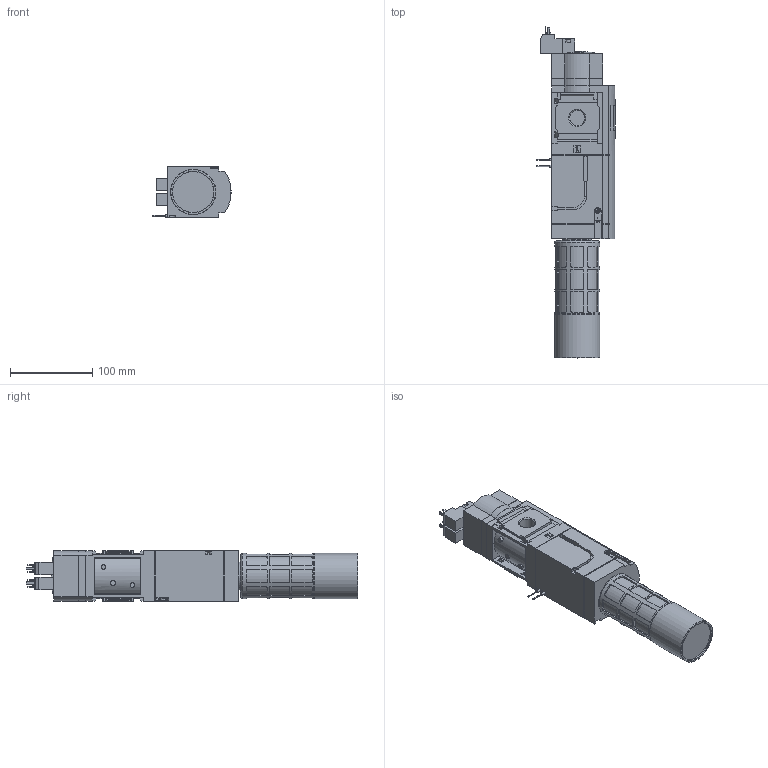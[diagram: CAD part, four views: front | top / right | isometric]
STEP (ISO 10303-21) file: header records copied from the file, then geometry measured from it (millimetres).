
FILE_DESCRIPTION(/* description */ ('STEP AP214'),/* implementation_level */ '2;1');
FILE_NAME(/* name */ '8038492_MS6-SV-1_2-D-10V24-2OE-SO-AG',/* time_stamp */ '2024-09-11T15:27:06+02:00',/* author */ ('License CC BY-ND 4.0'),/* organization */ ('CADENAS'),/* preprocessor_version */ 'ST-DEVELOPER v19.3',/* originating_system */ 'PARTsolutions',/* authorisation */ ' ');
FILE_SCHEMA (('AUTOMOTIVE_DESIGN {1 0 10303 214 3 1 1}'));
Length unit declared in the file: millimetre
Products named in the file (6): 8038492 MS6-SV-1/2-D-10V24-2OE-SO-AG; 548713 MS6-SV-1/2-D-10V24-3-SO-AG0D; 552252 UOS-1; 8041125 MSC-3/2-24VDC; 8035454 SMT-8M-A-1---3-S2---(part); 8035454 SMT-8M-A-1---3-S1---(part)
Assembly tree (6 placements, depth 2):
  8038492 MS6-SV-1/2-D-10V24-2OE-SO-AG
    548713 MS6-SV-1/2-D-10V24-3-SO-AG0D
    552252 UOS-1
    8041125 MSC-3/2-24VDC  x2
    8035454 SMT-8M-A-1---3-S2---(part)
    8035454 SMT-8M-A-1---3-S1---(part)
Bounding box: 95 x 403.8 x 62 mm (x, y, z)
Volume: 1243601.3 mm3; surface area: 127498.2 mm2
Topology: 6 solids, 6 shells, 1171 faces, 3107 edges, 2053 vertices
Faces by surface type: plane 781, cylinder 336, cone 36, torus 10, sphere 8
Full cylindrical faces by diameter (mm): 0.6 x6, 1.52 x4, 2 x6, 2.013 x2, 2.459 x5, 2.5 x2, 2.9 x6, 3 x4, 3.387 x2, 4 x6, 4.5 x2, 5 x2, 5.5 x6, 6 x2, 16 x1, 18.631 x2, 27.5 x1, 29.6 x1, 30.291 x1, 34.6 x1, 35 x1, 50 x1, 55 x1, 55.1 x1
Entity records: 41001 total; most frequent: CARTESIAN_POINT 6860, ORIENTED_EDGE 5518, DIRECTION 5256, EDGE_CURVE 2759, VERTEX_POINT 1878, LINE 1850, VECTOR 1850, AXIS2_PLACEMENT_3D 1703
